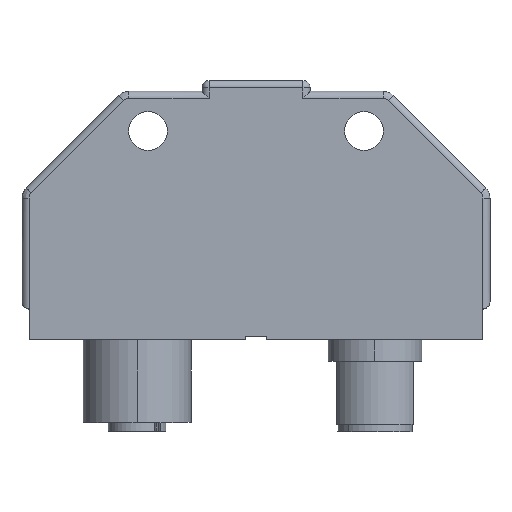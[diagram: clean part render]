
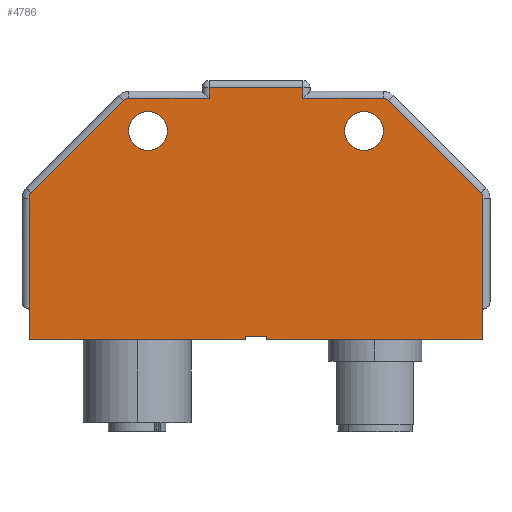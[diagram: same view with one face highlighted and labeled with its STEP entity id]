
A CAD part, front view. The second image highlights one B-rep face of the part: STEP entity #4786.
In plain terms, the highlighted planar face has unit normal (0, -1, 0).
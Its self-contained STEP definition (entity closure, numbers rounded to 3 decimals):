
#1029=DIRECTION('',(1.,0.,0.));
#1030=VECTOR('',#1029,30.);
#1031=CARTESIAN_POINT('',(1.5,0.,-0.5));
#1032=LINE('',#1031,#1030);
#1057=CARTESIAN_POINT('',(-30.5,0.,19.172));
#1058=DIRECTION('',(0.,1.,0.));
#1059=DIRECTION('',(-1.,0.,0.));
#1060=AXIS2_PLACEMENT_3D('',#1057,#1058,#1059);
#1062=DIRECTION('',(0.707,0.,0.707));
#1063=VECTOR('',#1062,18.142);
#1064=CARTESIAN_POINT('',(-31.207,0.,
19.879));
#1065=LINE('',#1064,#1063);
#1066=CARTESIAN_POINT('',(-17.672,0.,
32.));
#1067=DIRECTION('',(0.,1.,0.));
#1068=DIRECTION('',(-0.707,0.,0.707));
#1069=AXIS2_PLACEMENT_3D('',#1066,#1067,#1068);
#1071=CARTESIAN_POINT('',(17.672,0.,32.));
#1072=DIRECTION('',(0.,1.,0.));
#1073=DIRECTION('',(0.,0.,1.));
#1074=AXIS2_PLACEMENT_3D('',#1071,#1072,#1073);
#1076=DIRECTION('',(0.707,0.,-0.707));
#1077=VECTOR('',#1076,18.142);
#1078=CARTESIAN_POINT('',(18.379,0.,
32.707));
#1079=LINE('',#1078,#1077);
#1080=CARTESIAN_POINT('',(30.5,0.,
19.172));
#1081=DIRECTION('',(0.,1.,0.));
#1082=DIRECTION('',(0.707,0.,0.707));
#1083=AXIS2_PLACEMENT_3D('',#1080,#1081,#1082);
#1085=DIRECTION('',(0.,0.,-1.));
#1086=VECTOR('',#1085,4.254);
#1087=CARTESIAN_POINT('',(31.5,0.,3.754));
#1088=LINE('',#1087,#1086);
#1089=DIRECTION('',(0.,0.,1.));
#1090=VECTOR('',#1089,0.508);
#1091=CARTESIAN_POINT('',(1.5,0.,-0.5));
#1092=LINE('',#1091,#1090);
#1093=CARTESIAN_POINT('',(0.,0.,134.031));
#1094=DIRECTION('',(0.,-1.,0.));
#1095=DIRECTION('',(-0.011,0.,-1.));
#1096=AXIS2_PLACEMENT_3D('',#1093,#1094,#1095);
#1098=DIRECTION('',(0.,0.,-1.));
#1099=VECTOR('',#1098,0.508);
#1100=CARTESIAN_POINT('',(-1.5,0.,0.008));
#1101=LINE('',#1100,#1099);
#1102=DIRECTION('',(0.,0.,1.));
#1103=VECTOR('',#1102,4.254);
#1104=CARTESIAN_POINT('',(-31.5,0.,-0.5));
#1105=LINE('',#1104,#1103);
#1106=CARTESIAN_POINT('',(15.,0.,28.5));
#1107=DIRECTION('',(0.,-1.,0.));
#1108=DIRECTION('',(-1.,0.,0.));
#1109=AXIS2_PLACEMENT_3D('',#1106,#1107,#1108);
#1111=CARTESIAN_POINT('',(15.,0.,28.5));
#1112=DIRECTION('',(0.,-1.,0.));
#1113=DIRECTION('',(1.,0.,0.));
#1114=AXIS2_PLACEMENT_3D('',#1111,#1112,#1113);
#1116=CARTESIAN_POINT('',(-15.,0.,28.5));
#1117=DIRECTION('',(0.,-1.,0.));
#1118=DIRECTION('',(-1.,0.,0.));
#1119=AXIS2_PLACEMENT_3D('',#1116,#1117,#1118);
#1121=CARTESIAN_POINT('',(-15.,0.,28.5));
#1122=DIRECTION('',(0.,-1.,0.));
#1123=DIRECTION('',(1.,0.,0.));
#1124=AXIS2_PLACEMENT_3D('',#1121,#1122,#1123);
#1126=DIRECTION('',(0.,0.,-1.));
#1127=VECTOR('',#1126,15.417);
#1128=CARTESIAN_POINT('',(-31.5,0.,
19.172));
#1129=LINE('',#1128,#1127);
#1158=CARTESIAN_POINT('',(-31.5,0.,3.754));
#1328=DIRECTION('',(-1.,0.,0.));
#1329=VECTOR('',#1328,11.172);
#1330=CARTESIAN_POINT('',(-6.5,0.,33.));
#1331=LINE('',#1330,#1329);
#1340=DIRECTION('',(0.,0.,-1.));
#1341=VECTOR('',#1340,1.5);
#1342=CARTESIAN_POINT('',(-6.5,0.,34.5));
#1343=LINE('',#1342,#1341);
#1531=DIRECTION('',(-1.,0.,0.));
#1532=VECTOR('',#1531,11.172);
#1533=CARTESIAN_POINT('',(17.672,0.,
33.));
#1534=LINE('',#1533,#1532);
#1591=DIRECTION('',(0.,0.,1.));
#1592=VECTOR('',#1591,15.417);
#1593=CARTESIAN_POINT('',(31.5,0.,3.754));
#1594=LINE('',#1593,#1592);
#1620=CARTESIAN_POINT('',(31.5,0.,3.754));
#1744=DIRECTION('',(1.,0.,0.));
#1745=VECTOR('',#1744,30.);
#1746=CARTESIAN_POINT('',(-31.5,0.,-0.5));
#1747=LINE('',#1746,#1745);
#2311=DIRECTION('',(0.,0.,1.));
#2312=VECTOR('',#2311,1.5);
#2313=CARTESIAN_POINT('',(6.5,0.,33.));
#2314=LINE('',#2313,#2312);
#2342=DIRECTION('',(-1.,0.,0.));
#2343=VECTOR('',#2342,13.);
#2344=CARTESIAN_POINT('',(6.5,0.,34.5));
#2345=LINE('',#2344,#2343);
#2623=CARTESIAN_POINT('',(6.5,0.,33.));
#2624=CARTESIAN_POINT('',(6.5,0.,34.5));
#2625=VERTEX_POINT('',#2623);
#2626=VERTEX_POINT('',#2624);
#2627=CARTESIAN_POINT('',(17.672,0.,
33.));
#2628=VERTEX_POINT('',#2627);
#2629=CARTESIAN_POINT('',(18.379,0.,32.707));
#2630=VERTEX_POINT('',#2629);
#2631=CARTESIAN_POINT('',(31.207,0.,
19.879));
#2632=VERTEX_POINT('',#2631);
#2633=CARTESIAN_POINT('',(31.5,0.,
19.172));
#2634=VERTEX_POINT('',#2633);
#2635=CARTESIAN_POINT('',(-31.5,0.,19.172));
#2636=CARTESIAN_POINT('',(-31.207,0.,19.879));
#2637=VERTEX_POINT('',#2635);
#2638=VERTEX_POINT('',#2636);
#2639=CARTESIAN_POINT('',(-18.379,0.,
32.707));
#2640=VERTEX_POINT('',#2639);
#2641=CARTESIAN_POINT('',(-17.672,0.,
33.));
#2642=VERTEX_POINT('',#2641);
#2643=CARTESIAN_POINT('',(-6.5,0.,33.));
#2644=VERTEX_POINT('',#2643);
#2645=CARTESIAN_POINT('',(-6.5,0.,34.5));
#2646=VERTEX_POINT('',#2645);
#2647=CARTESIAN_POINT('',(12.3,0.,28.5));
#2648=CARTESIAN_POINT('',(17.7,0.,28.5));
#2649=VERTEX_POINT('',#2647);
#2650=VERTEX_POINT('',#2648);
#2651=CARTESIAN_POINT('',(-17.7,0.,28.5));
#2652=CARTESIAN_POINT('',(-12.3,0.,28.5));
#2653=VERTEX_POINT('',#2651);
#2654=VERTEX_POINT('',#2652);
#2791=CARTESIAN_POINT('',(-1.5,0.,0.008));
#2792=CARTESIAN_POINT('',(1.5,0.,0.008));
#2793=VERTEX_POINT('',#2791);
#2794=VERTEX_POINT('',#2792);
#2795=CARTESIAN_POINT('',(-1.5,0.,-0.5));
#2796=VERTEX_POINT('',#2795);
#2797=CARTESIAN_POINT('',(1.5,0.,-0.5));
#2798=VERTEX_POINT('',#2797);
#2799=CARTESIAN_POINT('',(-31.5,0.,-0.5));
#2800=VERTEX_POINT('',#2799);
#2801=CARTESIAN_POINT('',(31.5,0.,-0.5));
#2802=VERTEX_POINT('',#2801);
#2815=VERTEX_POINT('',#1158);
#2828=VERTEX_POINT('',#1620);
#4728=CARTESIAN_POINT('',(0.,0.,0.));
#4729=DIRECTION('',(0.,1.,0.));
#4730=DIRECTION('',(1.,0.,0.));
#4731=AXIS2_PLACEMENT_3D('',#4728,#4729,#4730);
#4732=PLANE('',#4731);
#4734=ORIENTED_EDGE('',*,*,#4733,.F.);
#4736=ORIENTED_EDGE('',*,*,#4735,.T.);
#4738=ORIENTED_EDGE('',*,*,#4737,.T.);
#4740=ORIENTED_EDGE('',*,*,#4739,.T.);
#4742=ORIENTED_EDGE('',*,*,#4741,.F.);
#4744=ORIENTED_EDGE('',*,*,#4743,.F.);
#4746=ORIENTED_EDGE('',*,*,#4745,.F.);
#4748=ORIENTED_EDGE('',*,*,#4747,.F.);
#4750=ORIENTED_EDGE('',*,*,#4749,.F.);
#4752=ORIENTED_EDGE('',*,*,#4751,.T.);
#4754=ORIENTED_EDGE('',*,*,#4753,.T.);
#4756=ORIENTED_EDGE('',*,*,#4755,.T.);
#4758=ORIENTED_EDGE('',*,*,#4757,.F.);
#4760=ORIENTED_EDGE('',*,*,#4759,.T.);
#4761=ORIENTED_EDGE('',*,*,#4701,.F.);
#4763=ORIENTED_EDGE('',*,*,#4762,.T.);
#4765=ORIENTED_EDGE('',*,*,#4764,.F.);
#4767=ORIENTED_EDGE('',*,*,#4766,.T.);
#4769=ORIENTED_EDGE('',*,*,#4768,.F.);
#4771=ORIENTED_EDGE('',*,*,#4770,.T.);
#4772=EDGE_LOOP('',(#4734,#4736,#4738,#4740,#4742,#4744,#4746,#4748,#4750,#4752,
#4754,#4756,#4758,#4760,#4761,#4763,#4765,#4767,#4769,#4771));
#4773=FACE_OUTER_BOUND('',#4772,.F.);
#4775=ORIENTED_EDGE('',*,*,#4774,.T.);
#4777=ORIENTED_EDGE('',*,*,#4776,.T.);
#4778=EDGE_LOOP('',(#4775,#4777));
#4779=FACE_BOUND('',#4778,.F.);
#4781=ORIENTED_EDGE('',*,*,#4780,.T.);
#4783=ORIENTED_EDGE('',*,*,#4782,.T.);
#4784=EDGE_LOOP('',(#4781,#4783));
#4785=FACE_BOUND('',#4784,.F.);
#4786=ADVANCED_FACE('',(#4773,#4779,#4785),#4732,.F.);
#1061=CIRCLE('',#1060,1.);
#1070=CIRCLE('',#1069,1.);
#1075=CIRCLE('',#1074,1.);
#1084=CIRCLE('',#1083,1.);
#1097=CIRCLE('',#1096,134.031);
#1110=CIRCLE('',#1109,2.7);
#1115=CIRCLE('',#1114,2.7);
#1120=CIRCLE('',#1119,2.7);
#1125=CIRCLE('',#1124,2.7);
#4701=EDGE_CURVE('',#2798,#2802,#1032,.T.);
#4733=EDGE_CURVE('',#2637,#2815,#1129,.T.);
#4735=EDGE_CURVE('',#2637,#2638,#1061,.T.);
#4737=EDGE_CURVE('',#2638,#2640,#1065,.T.);
#4739=EDGE_CURVE('',#2640,#2642,#1070,.T.);
#4741=EDGE_CURVE('',#2644,#2642,#1331,.T.);
#4743=EDGE_CURVE('',#2646,#2644,#1343,.T.);
#4745=EDGE_CURVE('',#2626,#2646,#2345,.T.);
#4747=EDGE_CURVE('',#2625,#2626,#2314,.T.);
#4749=EDGE_CURVE('',#2628,#2625,#1534,.T.);
#4751=EDGE_CURVE('',#2628,#2630,#1075,.T.);
#4753=EDGE_CURVE('',#2630,#2632,#1079,.T.);
#4755=EDGE_CURVE('',#2632,#2634,#1084,.T.);
#4757=EDGE_CURVE('',#2828,#2634,#1594,.T.);
#4759=EDGE_CURVE('',#2828,#2802,#1088,.T.);
#4762=EDGE_CURVE('',#2798,#2794,#1092,.T.);
#4764=EDGE_CURVE('',#2793,#2794,#1097,.T.);
#4766=EDGE_CURVE('',#2793,#2796,#1101,.T.);
#4768=EDGE_CURVE('',#2800,#2796,#1747,.T.);
#4770=EDGE_CURVE('',#2800,#2815,#1105,.T.);
#4774=EDGE_CURVE('',#2649,#2650,#1110,.T.);
#4776=EDGE_CURVE('',#2650,#2649,#1115,.T.);
#4780=EDGE_CURVE('',#2653,#2654,#1120,.T.);
#4782=EDGE_CURVE('',#2654,#2653,#1125,.T.);
